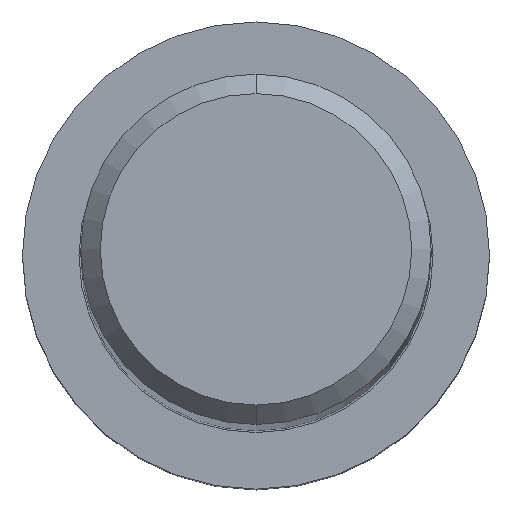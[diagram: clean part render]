
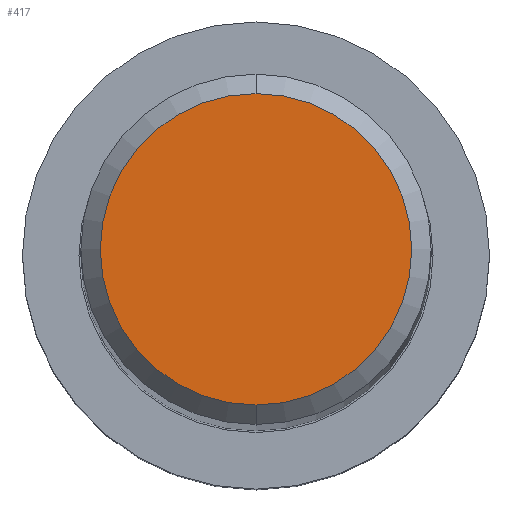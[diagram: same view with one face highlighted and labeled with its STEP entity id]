
A CAD part, top view. The second image highlights one B-rep face of the part: STEP entity #417.
In plain terms, the highlighted planar face has unit normal (0, 0, 1).
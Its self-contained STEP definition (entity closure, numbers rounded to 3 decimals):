
#233=EDGE_CURVE('',#453,#387,#579,.T.);
#387=VERTEX_POINT('',#747);
#417=ADVANCED_FACE('',(#781),#782,.T.);
#453=VERTEX_POINT('',#822);
#507=EDGE_CURVE('',#387,#453,#881,.T.);
#579=CIRCLE('',#1011,4.0);
#747=CARTESIAN_POINT('',(0.,-4.0,0.0));
#781=FACE_OUTER_BOUND('',#1373,.T.);
#782=PLANE('',#1374);
#822=CARTESIAN_POINT('',(0.0,4.0,0.0));
#881=CIRCLE('',#1581,4.0);
#1011=AXIS2_PLACEMENT_3D('',#1649,#1650,#1651);
#1373=EDGE_LOOP('',(#1868,#1869));
#1374=AXIS2_PLACEMENT_3D('',#1870,#1871,#1872);
#1581=AXIS2_PLACEMENT_3D('',#1993,#1994,#1995);
#1649=CARTESIAN_POINT('',(0.0,0.0,0.0));
#1650=DIRECTION('',(0.0,0.0,-1.0));
#1651=DIRECTION('',(0.0,1.0,0.0));
#1868=ORIENTED_EDGE('',*,*,#233,.F.);
#1869=ORIENTED_EDGE('',*,*,#507,.F.);
#1870=CARTESIAN_POINT('',(0.0,2.0,0.0));
#1871=DIRECTION('',(-0.0,0.0,1.0));
#1872=DIRECTION('',(0.0,-1.0,0.0));
#1993=CARTESIAN_POINT('',(0.0,0.0,0.0));
#1994=DIRECTION('',(0.0,0.0,-1.0));
#1995=DIRECTION('',(0.0,1.0,0.0));
